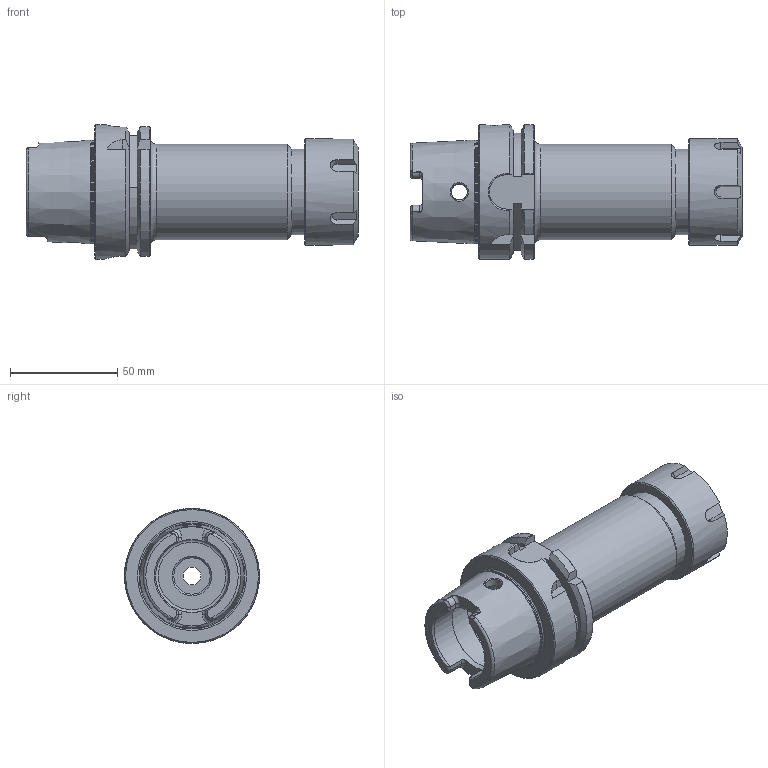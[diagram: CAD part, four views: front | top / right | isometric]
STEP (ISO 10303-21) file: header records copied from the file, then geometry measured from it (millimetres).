
FILE_DESCRIPTION((''),'2;1');
FILE_NAME('H63-32ERP484.stp','2014-08-25T18:25:31',('kaykin'),(''),'Autodesk Inventor 2012','Autodesk Inventor 2012','');
FILE_SCHEMA(('AUTOMOTIVE_DESIGN { 1 0 10303 214 1 1 1 1 }'));
Length unit declared in the file: inch
Products named in the file (3): H63-32ERP484; H63-32ER5-1; 32ERPN
Assembly tree (2 placements, depth 2):
  H63-32ERP484
    H63-32ER5-1
    32ERPN
Bounding box: 154.94 x 63 x 63 mm (x, y, z)
Volume: 191213.6 mm3; surface area: 47842.7 mm2
Topology: 2 solids, 2 shells, 186 faces, 471 edges, 295 vertices
Faces by surface type: plane 75, cylinder 42, cone 40, torus 18, bspline 11
Full cylindrical faces by diameter (mm): 7.5 x2, 8.4 x1, 10 x1, 16.916 x1, 18.923 x1, 19.016 x1, 23.495 x1, 27 x1, 30.48 x1, 33.147 x1, 34 x2, 38.684 x1, 40 x2, 40.513 x1, 44.45 x1, 48.041 x1, 49.733 x1, 63 x1
Entity records: 6245 total; most frequent: CARTESIAN_POINT 2035, ORIENTED_EDGE 810, DIRECTION 777, EDGE_CURVE 405, AXIS2_PLACEMENT_3D 318, VERTEX_POINT 282, EDGE_LOOP 253, FACE_OUTER_BOUND 186
